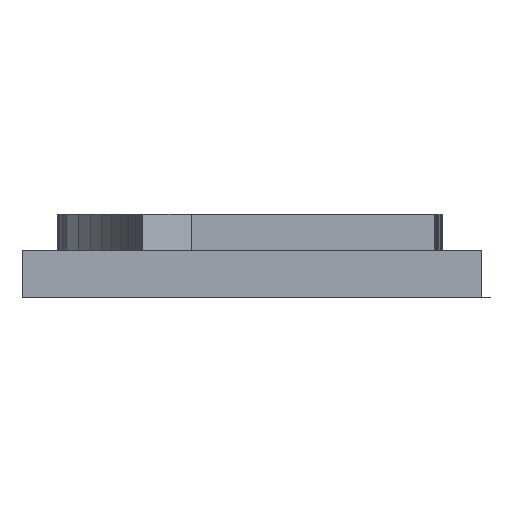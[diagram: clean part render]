
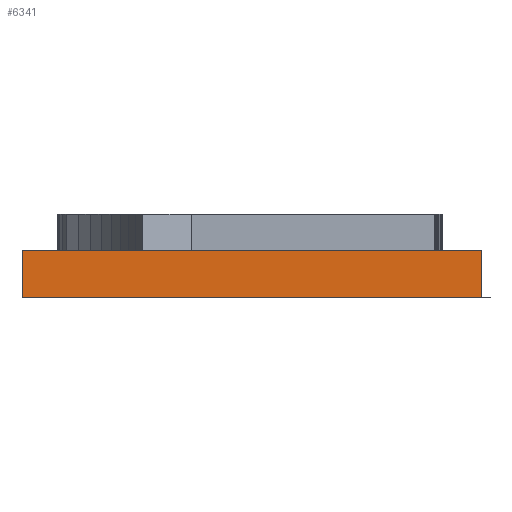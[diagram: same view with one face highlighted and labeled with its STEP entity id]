
A CAD part, left-side view. The second image highlights one B-rep face of the part: STEP entity #6341.
In plain terms, the highlighted planar face has unit normal (-1, 0, 0).
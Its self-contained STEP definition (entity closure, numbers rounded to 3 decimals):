
#6341 = ADVANCED_FACE('',(#6342),#6356,.F.);
#6342 = FACE_BOUND('',#6343,.F.);
#6343 = EDGE_LOOP('',(#6344,#6379,#6407,#6435));
#6344 = ORIENTED_EDGE('',*,*,#6345,.F.);
#6345 = EDGE_CURVE('',#6346,#6348,#6350,.T.);
#6346 = VERTEX_POINT('',#6347);
#6347 = CARTESIAN_POINT('',(0.,0.,0.));
#6348 = VERTEX_POINT('',#6349);
#6349 = CARTESIAN_POINT('',(0.,0.,8.));
#6350 = SURFACE_CURVE('',#6351,(#6355,#6367),.PCURVE_S1.);
#6351 = LINE('',#6352,#6353);
#6352 = CARTESIAN_POINT('',(0.,0.,0.));
#6353 = VECTOR('',#6354,1.);
#6354 = DIRECTION('',(0.,0.,1.));
#6355 = PCURVE('',#6356,#6361);
#6356 = PLANE('',#6357);
#6357 = AXIS2_PLACEMENT_3D('',#6358,#6359,#6360);
#6358 = CARTESIAN_POINT('',(0.,0.,0.));
#6359 = DIRECTION('',(1.,0.,0.));
#6360 = DIRECTION('',(0.,0.,1.));
#6361 = DEFINITIONAL_REPRESENTATION('',(#6362),#6366);
#6362 = LINE('',#6363,#6364);
#6363 = CARTESIAN_POINT('',(0.,0.));
#6364 = VECTOR('',#6365,1.);
#6365 = DIRECTION('',(1.,0.));
#6366 = ( GEOMETRIC_REPRESENTATION_CONTEXT(2) 
PARAMETRIC_REPRESENTATION_CONTEXT() REPRESENTATION_CONTEXT('2D SPACE',''
  ) );
#6367 = PCURVE('',#6368,#6373);
#6368 = PLANE('',#6369);
#6369 = AXIS2_PLACEMENT_3D('',#6370,#6371,#6372);
#6370 = CARTESIAN_POINT('',(0.,0.,0.));
#6371 = DIRECTION('',(0.,1.,0.));
#6372 = DIRECTION('',(0.,0.,1.));
#6373 = DEFINITIONAL_REPRESENTATION('',(#6374),#6378);
#6374 = LINE('',#6375,#6376);
#6375 = CARTESIAN_POINT('',(0.,0.));
#6376 = VECTOR('',#6377,1.);
#6377 = DIRECTION('',(1.,0.));
#6378 = ( GEOMETRIC_REPRESENTATION_CONTEXT(2) 
PARAMETRIC_REPRESENTATION_CONTEXT() REPRESENTATION_CONTEXT('2D SPACE',''
  ) );
#6379 = ORIENTED_EDGE('',*,*,#6380,.T.);
#6380 = EDGE_CURVE('',#6346,#6381,#6383,.T.);
#6381 = VERTEX_POINT('',#6382);
#6382 = CARTESIAN_POINT('',(0.,77.,0.));
#6383 = SURFACE_CURVE('',#6384,(#6388,#6395),.PCURVE_S1.);
#6384 = LINE('',#6385,#6386);
#6385 = CARTESIAN_POINT('',(0.,0.,0.));
#6386 = VECTOR('',#6387,1.);
#6387 = DIRECTION('',(0.,1.,0.));
#6388 = PCURVE('',#6356,#6389);
#6389 = DEFINITIONAL_REPRESENTATION('',(#6390),#6394);
#6390 = LINE('',#6391,#6392);
#6391 = CARTESIAN_POINT('',(0.,0.));
#6392 = VECTOR('',#6393,1.);
#6393 = DIRECTION('',(0.,-1.));
#6394 = ( GEOMETRIC_REPRESENTATION_CONTEXT(2) 
PARAMETRIC_REPRESENTATION_CONTEXT() REPRESENTATION_CONTEXT('2D SPACE',''
  ) );
#6395 = PCURVE('',#6396,#6401);
#6396 = PLANE('',#6397);
#6397 = AXIS2_PLACEMENT_3D('',#6398,#6399,#6400);
#6398 = CARTESIAN_POINT('',(0.,0.,0.));
#6399 = DIRECTION('',(0.,0.,1.));
#6400 = DIRECTION('',(1.,0.,0.));
#6401 = DEFINITIONAL_REPRESENTATION('',(#6402),#6406);
#6402 = LINE('',#6403,#6404);
#6403 = CARTESIAN_POINT('',(0.,0.));
#6404 = VECTOR('',#6405,1.);
#6405 = DIRECTION('',(0.,1.));
#6406 = ( GEOMETRIC_REPRESENTATION_CONTEXT(2) 
PARAMETRIC_REPRESENTATION_CONTEXT() REPRESENTATION_CONTEXT('2D SPACE',''
  ) );
#6407 = ORIENTED_EDGE('',*,*,#6408,.T.);
#6408 = EDGE_CURVE('',#6381,#6409,#6411,.T.);
#6409 = VERTEX_POINT('',#6410);
#6410 = CARTESIAN_POINT('',(0.,77.,8.));
#6411 = SURFACE_CURVE('',#6412,(#6416,#6423),.PCURVE_S1.);
#6412 = LINE('',#6413,#6414);
#6413 = CARTESIAN_POINT('',(0.,77.,0.));
#6414 = VECTOR('',#6415,1.);
#6415 = DIRECTION('',(0.,0.,1.));
#6416 = PCURVE('',#6356,#6417);
#6417 = DEFINITIONAL_REPRESENTATION('',(#6418),#6422);
#6418 = LINE('',#6419,#6420);
#6419 = CARTESIAN_POINT('',(0.,-77.));
#6420 = VECTOR('',#6421,1.);
#6421 = DIRECTION('',(1.,0.));
#6422 = ( GEOMETRIC_REPRESENTATION_CONTEXT(2) 
PARAMETRIC_REPRESENTATION_CONTEXT() REPRESENTATION_CONTEXT('2D SPACE',''
  ) );
#6423 = PCURVE('',#6424,#6429);
#6424 = PLANE('',#6425);
#6425 = AXIS2_PLACEMENT_3D('',#6426,#6427,#6428);
#6426 = CARTESIAN_POINT('',(0.,77.,0.));
#6427 = DIRECTION('',(0.,1.,0.));
#6428 = DIRECTION('',(0.,0.,1.));
#6429 = DEFINITIONAL_REPRESENTATION('',(#6430),#6434);
#6430 = LINE('',#6431,#6432);
#6431 = CARTESIAN_POINT('',(0.,0.));
#6432 = VECTOR('',#6433,1.);
#6433 = DIRECTION('',(1.,0.));
#6434 = ( GEOMETRIC_REPRESENTATION_CONTEXT(2) 
PARAMETRIC_REPRESENTATION_CONTEXT() REPRESENTATION_CONTEXT('2D SPACE',''
  ) );
#6435 = ORIENTED_EDGE('',*,*,#6436,.F.);
#6436 = EDGE_CURVE('',#6348,#6409,#6437,.T.);
#6437 = SURFACE_CURVE('',#6438,(#6442,#6449),.PCURVE_S1.);
#6438 = LINE('',#6439,#6440);
#6439 = CARTESIAN_POINT('',(0.,0.,8.));
#6440 = VECTOR('',#6441,1.);
#6441 = DIRECTION('',(0.,1.,0.));
#6442 = PCURVE('',#6356,#6443);
#6443 = DEFINITIONAL_REPRESENTATION('',(#6444),#6448);
#6444 = LINE('',#6445,#6446);
#6445 = CARTESIAN_POINT('',(8.,0.));
#6446 = VECTOR('',#6447,1.);
#6447 = DIRECTION('',(0.,-1.));
#6448 = ( GEOMETRIC_REPRESENTATION_CONTEXT(2) 
PARAMETRIC_REPRESENTATION_CONTEXT() REPRESENTATION_CONTEXT('2D SPACE',''
  ) );
#6449 = PCURVE('',#6450,#6455);
#6450 = PLANE('',#6451);
#6451 = AXIS2_PLACEMENT_3D('',#6452,#6453,#6454);
#6452 = CARTESIAN_POINT('',(0.,0.,8.));
#6453 = DIRECTION('',(0.,0.,1.));
#6454 = DIRECTION('',(1.,0.,0.));
#6455 = DEFINITIONAL_REPRESENTATION('',(#6456),#6460);
#6456 = LINE('',#6457,#6458);
#6457 = CARTESIAN_POINT('',(0.,0.));
#6458 = VECTOR('',#6459,1.);
#6459 = DIRECTION('',(0.,1.));
#6460 = ( GEOMETRIC_REPRESENTATION_CONTEXT(2) 
PARAMETRIC_REPRESENTATION_CONTEXT() REPRESENTATION_CONTEXT('2D SPACE',''
  ) );
